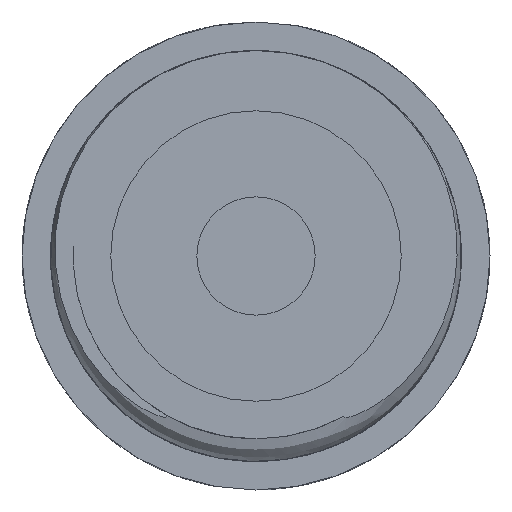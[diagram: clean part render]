
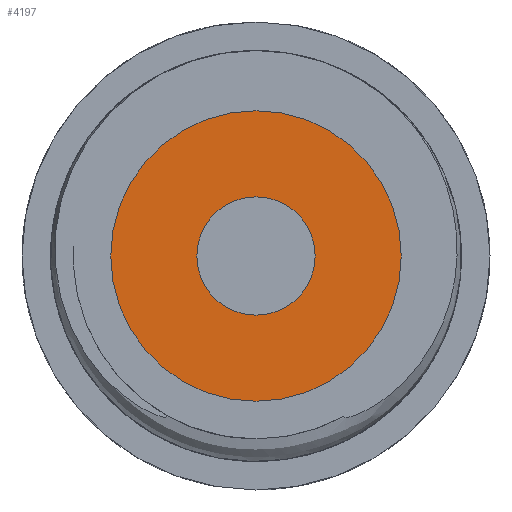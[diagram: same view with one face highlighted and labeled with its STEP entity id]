
A CAD part, left-side view. The second image highlights one B-rep face of the part: STEP entity #4197.
In plain terms, the highlighted planar face has unit normal (-1, 0, 0).
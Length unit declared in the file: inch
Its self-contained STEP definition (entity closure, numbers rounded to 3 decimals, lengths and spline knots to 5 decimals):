
#331 = CARTESIAN_POINT ( 'NONE',  ( 0.25, 0., 0. ) ) ;
#422 = CIRCLE ( 'NONE', #3601, 0.135 ) ;
#460 = DIRECTION ( 'NONE',  ( 0., 0., -1. ) ) ;
#825 = CIRCLE ( 'NONE', #5568, 0.135 ) ;
#866 = DIRECTION ( 'NONE',  ( 1., 0., 0. ) ) ;
#932 = PLANE ( 'NONE',  #6372 ) ;
#934 = EDGE_LOOP ( 'NONE', ( #5816, #5741 ) ) ;
#961 = CARTESIAN_POINT ( 'NONE',  ( 0.25, 0., 0. ) ) ;
#1311 = DIRECTION ( 'NONE',  ( 0., 0., -1. ) ) ;
#1373 = DIRECTION ( 'NONE',  ( 1., 0., 0. ) ) ;
#1926 = DIRECTION ( 'NONE',  ( 0., 0., -1. ) ) ;
#2005 = CARTESIAN_POINT ( 'NONE',  ( 0.25, 0., -0.055 ) ) ;
#2628 = CARTESIAN_POINT ( 'NONE',  ( 0.25, 0., 0.135 ) ) ;
#2710 = ORIENTED_EDGE ( 'NONE', *, *, #6002, .F. ) ;
#3108 = FACE_BOUND ( 'NONE', #934, .T. ) ;
#3230 = VERTEX_POINT ( 'NONE', #2005 ) ;
#3335 = EDGE_CURVE ( 'NONE', #3230, #5795, #4393, .T. ) ;
#3418 = CARTESIAN_POINT ( 'NONE',  ( 0.25, 0., -0.135 ) ) ;
#3601 = AXIS2_PLACEMENT_3D ( 'NONE', #961, #4541, #6251 ) ;
#3806 = CARTESIAN_POINT ( 'NONE',  ( 0.25, 0., 0.055 ) ) ;
#3813 = CIRCLE ( 'NONE', #4710, 0.055 ) ;
#4053 = FACE_OUTER_BOUND ( 'NONE', #4822, .T. ) ;
#4068 = EDGE_CURVE ( 'NONE', #6091, #6361, #422, .T. ) ;
#4197 = ADVANCED_FACE ( 'NONE', ( #3108, #4053 ), #932, .F. ) ;
#4393 = CIRCLE ( 'NONE', #5826, 0.055 ) ;
#4541 = DIRECTION ( 'NONE',  ( 1., 0., 0. ) ) ;
#4710 = AXIS2_PLACEMENT_3D ( 'NONE', #6115, #1373, #1311 ) ;
#4722 = DIRECTION ( 'NONE',  ( 0., 0., -1. ) ) ;
#4822 = EDGE_LOOP ( 'NONE', ( #2710, #5633 ) ) ;
#5154 = DIRECTION ( 'NONE',  ( 1., 0., 0. ) ) ;
#5568 = AXIS2_PLACEMENT_3D ( 'NONE', #331, #6521, #1926 ) ;
#5596 = CARTESIAN_POINT ( 'NONE',  ( 0.25, 0., 0. ) ) ;
#5633 = ORIENTED_EDGE ( 'NONE', *, *, #4068, .F. ) ;
#5741 = ORIENTED_EDGE ( 'NONE', *, *, #3335, .T. ) ;
#5795 = VERTEX_POINT ( 'NONE', #3806 ) ;
#5816 = ORIENTED_EDGE ( 'NONE', *, *, #6204, .T. ) ;
#5826 = AXIS2_PLACEMENT_3D ( 'NONE', #6157, #5154, #4722 ) ;
#6002 = EDGE_CURVE ( 'NONE', #6361, #6091, #825, .T. ) ;
#6091 = VERTEX_POINT ( 'NONE', #3418 ) ;
#6115 = CARTESIAN_POINT ( 'NONE',  ( 0.25, 0., 0. ) ) ;
#6157 = CARTESIAN_POINT ( 'NONE',  ( 0.25, 0., 0. ) ) ;
#6204 = EDGE_CURVE ( 'NONE', #5795, #3230, #3813, .T. ) ;
#6251 = DIRECTION ( 'NONE',  ( 0., 0., -1. ) ) ;
#6361 = VERTEX_POINT ( 'NONE', #2628 ) ;
#6372 = AXIS2_PLACEMENT_3D ( 'NONE', #5596, #866, #460 ) ;
#6521 = DIRECTION ( 'NONE',  ( 1., 0., 0. ) ) ;
